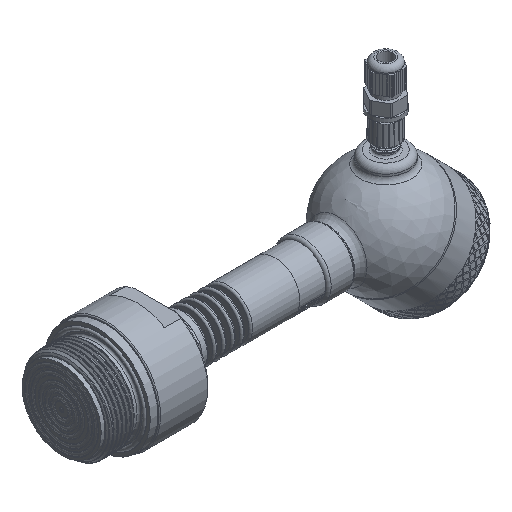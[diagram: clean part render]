
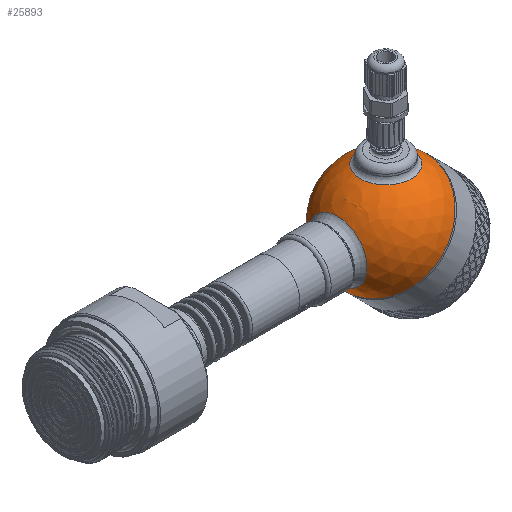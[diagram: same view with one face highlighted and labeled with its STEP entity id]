
A CAD part, isometric view. The second image highlights one B-rep face of the part: STEP entity #25893.
In plain terms, the highlighted spherical face has radius 30 mm.
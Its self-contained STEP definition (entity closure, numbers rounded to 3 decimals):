
#152=SPHERICAL_SURFACE('',#27392,30.);
#228=CIRCLE('',#27389,15.643);
#231=CIRCLE('',#27393,30.);
#232=CIRCLE('',#27394,30.);
#233=CIRCLE('',#27395,30.);
#234=CIRCLE('',#27396,13.5);
#1146=FACE_BOUND('',#5906,.T.);
#1147=FACE_BOUND('',#5907,.T.);
#4221=FACE_OUTER_BOUND('',#5905,.T.);
#5905=EDGE_LOOP('',(#18680,#18681,#18682,#18683));
#5906=EDGE_LOOP('',(#18684));
#5907=EDGE_LOOP('',(#18685));
#10738=VERTEX_POINT('',#40283);
#10740=VERTEX_POINT('',#40289);
#10741=VERTEX_POINT('',#40290);
#10742=VERTEX_POINT('',#40292);
#10743=VERTEX_POINT('',#40295);
#13746=EDGE_CURVE('',#10738,#10738,#228,.T.);
#13749=EDGE_CURVE('',#10740,#10741,#231,.T.);
#13750=EDGE_CURVE('',#10740,#10742,#232,.T.);
#13751=EDGE_CURVE('',#10741,#10740,#233,.T.);
#13752=EDGE_CURVE('',#10743,#10743,#234,.T.);
#18680=ORIENTED_EDGE('',*,*,#13749,.F.);
#18681=ORIENTED_EDGE('',*,*,#13750,.T.);
#18682=ORIENTED_EDGE('',*,*,#13750,.F.);
#18683=ORIENTED_EDGE('',*,*,#13751,.F.);
#18684=ORIENTED_EDGE('',*,*,#13746,.F.);
#18685=ORIENTED_EDGE('',*,*,#13752,.F.);
#25893=ADVANCED_FACE('',(#4221,#1146,#1147),#152,.T.);
#27389=AXIS2_PLACEMENT_3D('',#40284,#29095,#29096);
#27392=AXIS2_PLACEMENT_3D('',#40288,#29101,#29102);
#27393=AXIS2_PLACEMENT_3D('',#40291,#29103,#29104);
#27394=AXIS2_PLACEMENT_3D('',#40293,#29105,#29106);
#27395=AXIS2_PLACEMENT_3D('',#40294,#29107,#29108);
#27396=AXIS2_PLACEMENT_3D('',#40296,#29109,#29110);
#29095=DIRECTION('center_axis',(-0.707,0.,0.707));
#29096=DIRECTION('ref_axis',(0.707,0.,0.707));
#29101=DIRECTION('center_axis',(1.,0.,0.));
#29102=DIRECTION('ref_axis',(0.,-1.,0.));
#29103=DIRECTION('center_axis',(1.,0.,0.));
#29104=DIRECTION('ref_axis',(0.,1.,0.));
#29105=DIRECTION('center_axis',(0.,0.,1.));
#29106=DIRECTION('ref_axis',(0.,1.,0.));
#29107=DIRECTION('center_axis',(1.,0.,0.));
#29108=DIRECTION('ref_axis',(0.,1.,0.));
#29109=DIRECTION('center_axis',(-0.707,0.,-0.707));
#29110=DIRECTION('ref_axis',(-0.707,0.,0.707));
#40283=CARTESIAN_POINT('',(-29.162,0.,7.04));
#40284=CARTESIAN_POINT('Origin',(-18.101,0.,18.101));
#40288=CARTESIAN_POINT('Origin',(0.,0.,0.));
#40289=CARTESIAN_POINT('',(0.,30.,0.));
#40290=CARTESIAN_POINT('',(0.,-30.,0.));
#40291=CARTESIAN_POINT('Origin',(0.,0.,0.));
#40292=CARTESIAN_POINT('',(-30.,0.,0.));
#40293=CARTESIAN_POINT('Origin',(0.,0.,0.));
#40294=CARTESIAN_POINT('Origin',(0.,0.,0.));
#40295=CARTESIAN_POINT('',(-9.398,0.,-28.49));
#40296=CARTESIAN_POINT('Origin',(-18.944,0.,-18.944));
